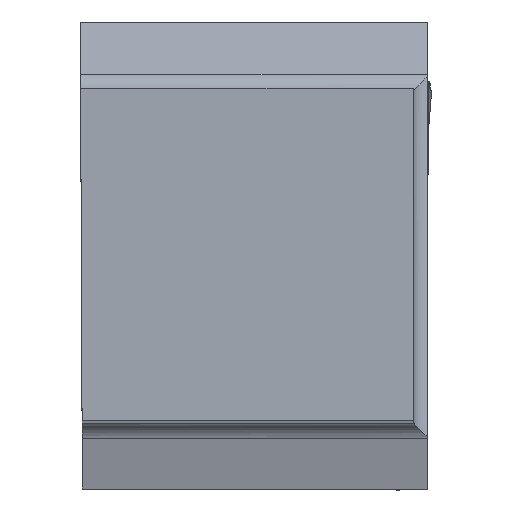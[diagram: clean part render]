
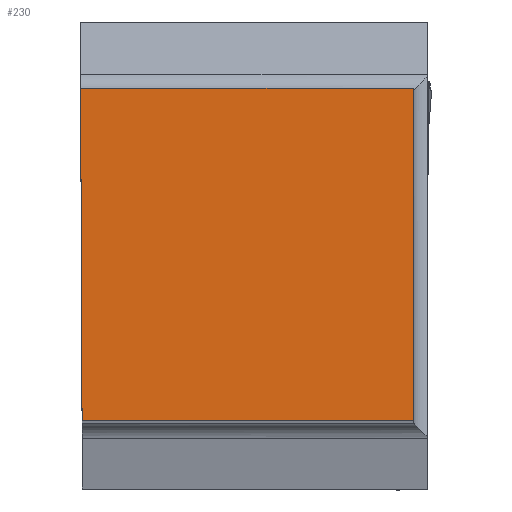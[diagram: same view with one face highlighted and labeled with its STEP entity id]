
A CAD part, top view. The second image highlights one B-rep face of the part: STEP entity #230.
In plain terms, the highlighted planar face has unit normal (0, 0, 1).
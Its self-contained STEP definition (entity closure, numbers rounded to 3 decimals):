
#230=ADVANCED_FACE('CU_BACK_SU1',(#357),#311,.F.);
#311=PLANE('',#1767);
#357=FACE_OUTER_BOUND('',#439,.T.);
#439=EDGE_LOOP('',(#610,#611,#612,#613));
#610=ORIENTED_EDGE('',*,*,#1204,.T.);
#611=ORIENTED_EDGE('',*,*,#1205,.T.);
#612=ORIENTED_EDGE('',*,*,#1206,.T.);
#613=ORIENTED_EDGE('',*,*,#1134,.F.);
#982=VERTEX_POINT('',#2363);
#983=VERTEX_POINT('',#2365);
#1042=VERTEX_POINT('',#2512);
#1043=VERTEX_POINT('',#2514);
#1134=EDGE_CURVE('',#982,#983,#1363,.T.);
#1204=EDGE_CURVE('',#982,#1042,#1406,.T.);
#1205=EDGE_CURVE('',#1042,#1043,#1407,.T.);
#1206=EDGE_CURVE('',#1043,#983,#1408,.T.);
#1363=LINE('',#2364,#1511);
#1406=LINE('',#2511,#1554);
#1407=LINE('',#2513,#1555);
#1408=LINE('',#2515,#1556);
#1511=VECTOR('',#1900,1.);
#1554=VECTOR('',#2009,1.);
#1555=VECTOR('',#2010,1.);
#1556=VECTOR('',#2011,1.);
#1767=AXIS2_PLACEMENT_3D('',#2516,#2012,#2013);
#1900=DIRECTION('',(-0.004,1.,0.));
#2009=DIRECTION('',(1.,0.,0.));
#2010=DIRECTION('',(0.,1.,0.));
#2011=DIRECTION('',(-1.,0.,0.));
#2012=DIRECTION('',(0.,0.,-1.));
#2013=DIRECTION('',(-1.,0.,0.));
#2363=CARTESIAN_POINT('',(0.11,0.,0.));
#2364=CARTESIAN_POINT('',(-0.086,45.054,0.));
#2365=CARTESIAN_POINT('',(0.,25.273,0.));
#2511=CARTESIAN_POINT('',(50.073,0.,0.));
#2512=CARTESIAN_POINT('',(25.273,0.,0.));
#2513=CARTESIAN_POINT('',(25.273,45.273,0.));
#2514=CARTESIAN_POINT('',(25.273,25.273,0.));
#2515=CARTESIAN_POINT('',(50.073,25.273,0.));
#2516=CARTESIAN_POINT('',(50.073,45.273,0.));
